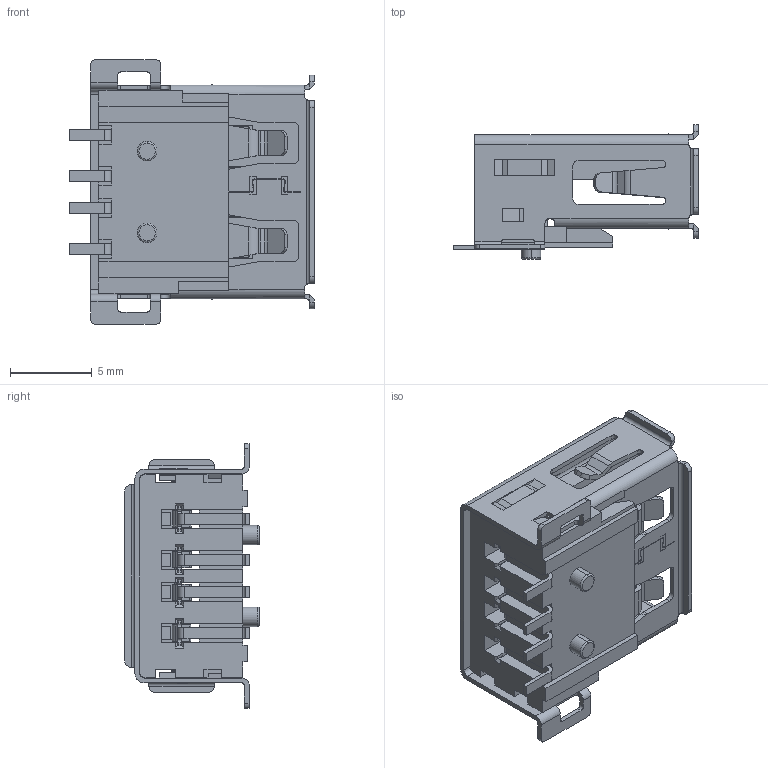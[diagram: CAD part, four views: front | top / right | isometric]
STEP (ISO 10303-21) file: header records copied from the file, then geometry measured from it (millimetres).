
FILE_DESCRIPTION (( 'STEP AP214' ), '1' );
FILE_NAME ('Same_Sky_UJ2-AH-1-SMT-TR.step', '2025-09-08T19:43:04', ( '' ), ( '' ), 'SwSTEP 2.0', 'SolidWorks 2025', '' );
FILE_SCHEMA (( 'AUTOMOTIVE_DESIGN' ));
Length unit declared in the file: millimetre
Products named in the file (1): Same_Sky_UJ2-AH-1-SMT-TR
Bounding box: 15 x 8.23 x 16.2 mm (x, y, z)
Volume: 588.1 mm3; surface area: 1883 mm2
Topology: 2 solids, 2 shells, 841 faces, 2538 edges, 1665 vertices
Faces by surface type: plane 552, cylinder 281, torus 4, cone 4
Entity records: 36127 total; most frequent: CARTESIAN_POINT 5906, ORIENTED_EDGE 5076, DIRECTION 4508, EDGE_CURVE 2538, VECTOR 1890, LINE 1890, VERTEX_POINT 1665, AXIS2_PLACEMENT_3D 1309
